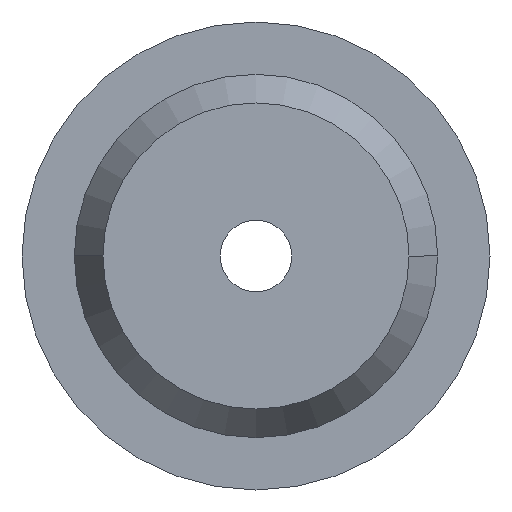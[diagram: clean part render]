
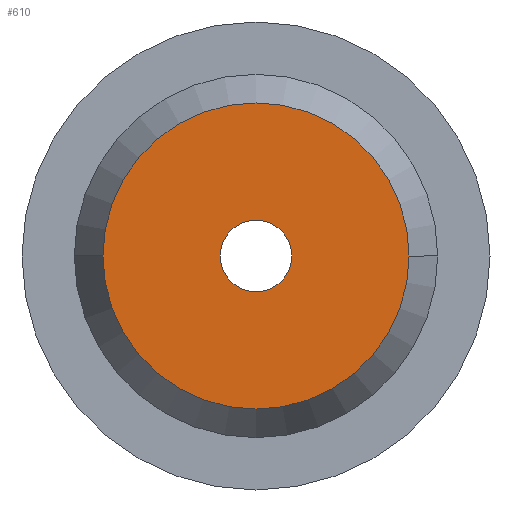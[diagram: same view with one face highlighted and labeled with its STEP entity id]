
A CAD part, front view. The second image highlights one B-rep face of the part: STEP entity #610.
In plain terms, the highlighted planar face has unit normal (0, -1, 0).
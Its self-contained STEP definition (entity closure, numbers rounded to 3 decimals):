
#420=CARTESIAN_POINT('',(-5.561,0.0,0.));
#421=VERTEX_POINT('',#420);
#435=CARTESIAN_POINT('',(5.561,0.0,0.));
#436=VERTEX_POINT('',#435);
#443=CARTESIAN_POINT('',(0.0,0.0,0.0));
#444=DIRECTION('',(0.0,1.0,0.0));
#445=DIRECTION('',(-1.0,0.0,0.0));
#446=AXIS2_PLACEMENT_3D('',#443,#444,#445);
#447=CIRCLE('',#446,5.561);
#448=EDGE_CURVE('',#436,#421,#447,.T.);
#479=CARTESIAN_POINT('',(1.3,0.0,0.));
#480=VERTEX_POINT('',#479);
#489=CARTESIAN_POINT('',(-1.3,0.0,0.));
#490=VERTEX_POINT('',#489);
#491=CARTESIAN_POINT('',(0.0,0.0,0.0));
#492=DIRECTION('',(0.0,1.0,0.0));
#493=DIRECTION('',(1.0,0.0,0.0));
#494=AXIS2_PLACEMENT_3D('',#491,#492,#493);
#495=CIRCLE('',#494,1.3);
#496=EDGE_CURVE('',#490,#480,#495,.T.);
#551=CARTESIAN_POINT('',(0.0,0.0,0.0));
#552=DIRECTION('',(0.0,1.0,0.0));
#553=DIRECTION('',(1.0,0.0,0.0));
#554=AXIS2_PLACEMENT_3D('',#551,#552,#553);
#555=CIRCLE('',#554,1.3);
#556=EDGE_CURVE('',#480,#490,#555,.T.);
#567=CARTESIAN_POINT('',(0.0,0.0,0.0));
#568=DIRECTION('',(0.0,1.0,0.0));
#569=DIRECTION('',(-1.0,0.0,0.0));
#570=AXIS2_PLACEMENT_3D('',#567,#568,#569);
#571=CIRCLE('',#570,5.561);
#572=EDGE_CURVE('',#421,#436,#571,.T.);
#597=CARTESIAN_POINT('',(3.3,0.0,0.0));
#598=DIRECTION('',(0.0,-1.0,0.0));
#599=DIRECTION('',(0.0,0.0,-1.0));
#600=AXIS2_PLACEMENT_3D('',#597,#598,#599);
#601=PLANE('',#600);
#602=ORIENTED_EDGE('',*,*,#448,.F.);
#603=ORIENTED_EDGE('',*,*,#572,.F.);
#604=EDGE_LOOP('',(#602,#603));
#605=FACE_OUTER_BOUND('',#604,.T.);
#606=ORIENTED_EDGE('',*,*,#496,.T.);
#607=ORIENTED_EDGE('',*,*,#556,.T.);
#608=EDGE_LOOP('',(#606,#607));
#609=FACE_BOUND('',#608,.T.);
#610=ADVANCED_FACE('',(#605,#609),#601,.T.);
